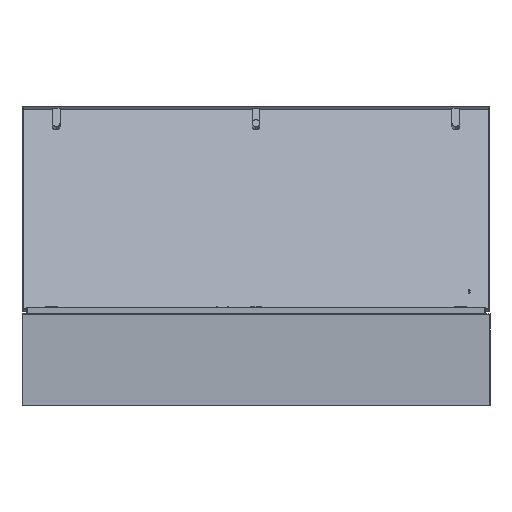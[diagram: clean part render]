
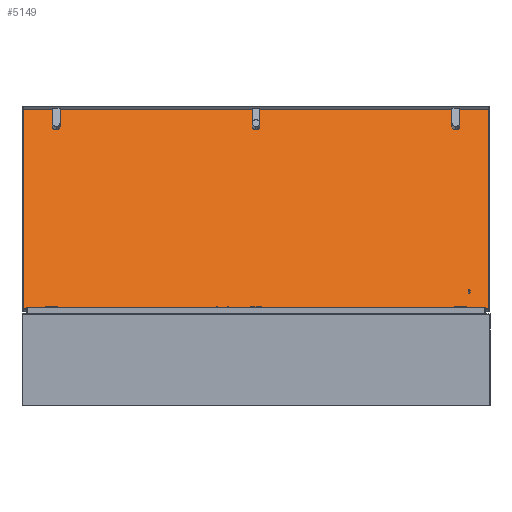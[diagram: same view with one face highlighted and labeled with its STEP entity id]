
A CAD part, left-side view. The second image highlights one B-rep face of the part: STEP entity #5149.
In plain terms, the highlighted face is planar.
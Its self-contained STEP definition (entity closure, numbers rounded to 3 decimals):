
#33 = CARTESIAN_POINT ( 'NONE',  ( -267.5, -597.5, -1. ) ) ;
#39 = EDGE_CURVE ( 'NONE', #8335, #9207, #3773, .T. ) ;
#132 = EDGE_CURVE ( 'NONE', #1014, #8274, #2533, .T. ) ;
#135 = DIRECTION ( 'NONE',  ( 0., 0., -1. ) ) ;
#181 = VERTEX_POINT ( 'NONE', #1328 ) ;
#326 = AXIS2_PLACEMENT_3D ( 'NONE', #537, #9126, #5244 ) ;
#447 = VECTOR ( 'NONE', #9292, 1000. ) ;
#502 = EDGE_CURVE ( 'NONE', #3075, #6348, #5233, .T. ) ;
#537 = CARTESIAN_POINT ( 'NONE',  ( 0., 0., -1. ) ) ;
#600 = DIRECTION ( 'NONE',  ( 1., 0., 0. ) ) ;
#603 = CARTESIAN_POINT ( 'NONE',  ( -267.5, 0., -1. ) ) ;
#715 = EDGE_CURVE ( 'NONE', #7829, #4037, #7527, .T. ) ;
#814 = CARTESIAN_POINT ( 'NONE',  ( 262.5, -637.5, -1. ) ) ;
#937 = EDGE_CURVE ( 'NONE', #5319, #181, #9864, .T. ) ;
#1014 = VERTEX_POINT ( 'NONE', #9543 ) ;
#1111 = ORIENTED_EDGE ( 'NONE', *, *, #6174, .F. ) ;
#1167 = EDGE_CURVE ( 'NONE', #8274, #5319, #8757, .T. ) ;
#1226 = EDGE_LOOP ( 'NONE', ( #7460, #5085 ) ) ;
#1309 = CIRCLE ( 'NONE', #4002, 11.5 ) ;
#1328 = CARTESIAN_POINT ( 'NONE',  ( -321.5, 696.5, -1. ) ) ;
#1361 = EDGE_LOOP ( 'NONE', ( #5431, #6759 ) ) ;
#1442 = LINE ( 'NONE', #5931, #5382 ) ;
#1498 = CARTESIAN_POINT ( 'NONE',  ( 321.5, 696.5, -1. ) ) ;
#1517 = DIRECTION ( 'NONE',  ( 0., 0., 1. ) ) ;
#1636 = DIRECTION ( 'NONE',  ( 0., 0., 1. ) ) ;
#1668 = DIRECTION ( 'NONE',  ( 1., 0., 0. ) ) ;
#1749 = CARTESIAN_POINT ( 'NONE',  ( -267.5, 597.5, -1. ) ) ;
#1814 = ORIENTED_EDGE ( 'NONE', *, *, #1167, .F. ) ;
#1900 = FACE_BOUND ( 'NONE', #1226, .T. ) ;
#2062 = CIRCLE ( 'NONE', #9763, 3. ) ;
#2154 = FACE_BOUND ( 'NONE', #2612, .T. ) ;
#2349 = DIRECTION ( 'NONE',  ( 1., 0., 0. ) ) ;
#2492 = DIRECTION ( 'NONE',  ( 1., 0., 0. ) ) ;
#2533 = LINE ( 'NONE', #6861, #447 ) ;
#2596 = CARTESIAN_POINT ( 'NONE',  ( -267.5, -597.5, -1. ) ) ;
#2597 = DIRECTION ( 'NONE',  ( 0., 0., -1. ) ) ;
#2612 = EDGE_LOOP ( 'NONE', ( #3175, #8197 ) ) ;
#2929 = CARTESIAN_POINT ( 'NONE',  ( -279., 0., -1. ) ) ;
#3075 = VERTEX_POINT ( 'NONE', #4595 ) ;
#3098 = CARTESIAN_POINT ( 'NONE',  ( 259.5, -637.5, -1. ) ) ;
#3152 = EDGE_CURVE ( 'NONE', #4037, #7829, #7770, .T. ) ;
#3175 = ORIENTED_EDGE ( 'NONE', *, *, #502, .T. ) ;
#3245 = ORIENTED_EDGE ( 'NONE', *, *, #937, .F. ) ;
#3355 = EDGE_LOOP ( 'NONE', ( #1111, #3245, #1814, #7112 ) ) ;
#3647 = AXIS2_PLACEMENT_3D ( 'NONE', #4929, #2597, #2492 ) ;
#3706 = PLANE ( 'NONE',  #326 ) ;
#3752 = FACE_BOUND ( 'NONE', #6071, .T. ) ;
#3773 = CIRCLE ( 'NONE', #3647, 3. ) ;
#3793 = EDGE_CURVE ( 'NONE', #5399, #5312, #1309, .T. ) ;
#3805 = DIRECTION ( 'NONE',  ( 1., 0., 0. ) ) ;
#3848 = CARTESIAN_POINT ( 'NONE',  ( -279., -597.5, -1. ) ) ;
#3907 = CARTESIAN_POINT ( 'NONE',  ( -279., 597.5, -1. ) ) ;
#3929 = ORIENTED_EDGE ( 'NONE', *, *, #3152, .T. ) ;
#3937 = DIRECTION ( 'NONE',  ( 0., 0., 1. ) ) ;
#3972 = CARTESIAN_POINT ( 'NONE',  ( -267.5, 0., -1. ) ) ;
#4002 = AXIS2_PLACEMENT_3D ( 'NONE', #2596, #4175, #5778 ) ;
#4008 = VECTOR ( 'NONE', #8896, 1000. ) ;
#4037 = VERTEX_POINT ( 'NONE', #2929 ) ;
#4175 = DIRECTION ( 'NONE',  ( 0., 0., 1. ) ) ;
#4299 = ORIENTED_EDGE ( 'NONE', *, *, #715, .T. ) ;
#4493 = FACE_BOUND ( 'NONE', #1361, .T. ) ;
#4595 = CARTESIAN_POINT ( 'NONE',  ( -256., 597.5, -1. ) ) ;
#4929 = CARTESIAN_POINT ( 'NONE',  ( 262.5, -637.5, -1. ) ) ;
#4934 = DIRECTION ( 'NONE',  ( -1., 0., 0. ) ) ;
#5085 = ORIENTED_EDGE ( 'NONE', *, *, #39, .F. ) ;
#5149 = ADVANCED_FACE ( 'NONE', ( #4493, #2154, #3752, #6671, #1900 ), #3706, .F. ) ;
#5152 = AXIS2_PLACEMENT_3D ( 'NONE', #1749, #5574, #8792 ) ;
#5222 = VECTOR ( 'NONE', #4934, 1000. ) ;
#5233 = CIRCLE ( 'NONE', #5152, 11.5 ) ;
#5244 = DIRECTION ( 'NONE',  ( 1., 0., 0. ) ) ;
#5312 = VERTEX_POINT ( 'NONE', #3848 ) ;
#5319 = VERTEX_POINT ( 'NONE', #1498 ) ;
#5382 = VECTOR ( 'NONE', #6699, 1000. ) ;
#5399 = VERTEX_POINT ( 'NONE', #8763 ) ;
#5431 = ORIENTED_EDGE ( 'NONE', *, *, #3793, .T. ) ;
#5510 = CIRCLE ( 'NONE', #7474, 11.5 ) ;
#5574 = DIRECTION ( 'NONE',  ( 0., 0., 1. ) ) ;
#5778 = DIRECTION ( 'NONE',  ( 1., 0., 0. ) ) ;
#5873 = CARTESIAN_POINT ( 'NONE',  ( 321.5, -696.5, -1. ) ) ;
#5885 = EDGE_CURVE ( 'NONE', #9207, #8335, #2062, .T. ) ;
#5902 = EDGE_CURVE ( 'NONE', #5312, #5399, #5510, .T. ) ;
#5931 = CARTESIAN_POINT ( 'NONE',  ( -321.5, 0., -1. ) ) ;
#6071 = EDGE_LOOP ( 'NONE', ( #4299, #3929 ) ) ;
#6174 = EDGE_CURVE ( 'NONE', #181, #1014, #1442, .T. ) ;
#6348 = VERTEX_POINT ( 'NONE', #3907 ) ;
#6671 = FACE_OUTER_BOUND ( 'NONE', #3355, .T. ) ;
#6699 = DIRECTION ( 'NONE',  ( 0., -1., 0. ) ) ;
#6759 = ORIENTED_EDGE ( 'NONE', *, *, #5902, .T. ) ;
#6861 = CARTESIAN_POINT ( 'NONE',  ( 0., -696.5, -1. ) ) ;
#6921 = DIRECTION ( 'NONE',  ( 0., 0., 1. ) ) ;
#7112 = ORIENTED_EDGE ( 'NONE', *, *, #132, .F. ) ;
#7460 = ORIENTED_EDGE ( 'NONE', *, *, #5885, .F. ) ;
#7474 = AXIS2_PLACEMENT_3D ( 'NONE', #33, #1636, #1668 ) ;
#7527 = CIRCLE ( 'NONE', #9512, 11.5 ) ;
#7770 = CIRCLE ( 'NONE', #10011, 11.5 ) ;
#7829 = VERTEX_POINT ( 'NONE', #10039 ) ;
#7861 = EDGE_CURVE ( 'NONE', #6348, #3075, #7950, .T. ) ;
#7950 = CIRCLE ( 'NONE', #8925, 11.5 ) ;
#8169 = CARTESIAN_POINT ( 'NONE',  ( 0., 696.5, -1. ) ) ;
#8197 = ORIENTED_EDGE ( 'NONE', *, *, #7861, .T. ) ;
#8274 = VERTEX_POINT ( 'NONE', #5873 ) ;
#8335 = VERTEX_POINT ( 'NONE', #3098 ) ;
#8591 = DIRECTION ( 'NONE',  ( 1., 0., 0. ) ) ;
#8757 = LINE ( 'NONE', #8970, #4008 ) ;
#8763 = CARTESIAN_POINT ( 'NONE',  ( -256., -597.5, -1. ) ) ;
#8792 = DIRECTION ( 'NONE',  ( 1., 0., 0. ) ) ;
#8798 = CARTESIAN_POINT ( 'NONE',  ( 265.5, -637.5, -1. ) ) ;
#8896 = DIRECTION ( 'NONE',  ( 0., 1., 0. ) ) ;
#8925 = AXIS2_PLACEMENT_3D ( 'NONE', #10079, #1517, #600 ) ;
#8970 = CARTESIAN_POINT ( 'NONE',  ( 321.5, 0., -1. ) ) ;
#9126 = DIRECTION ( 'NONE',  ( 0., 0., 1. ) ) ;
#9207 = VERTEX_POINT ( 'NONE', #8798 ) ;
#9292 = DIRECTION ( 'NONE',  ( 1., 0., 0. ) ) ;
#9512 = AXIS2_PLACEMENT_3D ( 'NONE', #603, #6921, #3805 ) ;
#9543 = CARTESIAN_POINT ( 'NONE',  ( -321.5, -696.5, -1. ) ) ;
#9763 = AXIS2_PLACEMENT_3D ( 'NONE', #814, #135, #8591 ) ;
#9864 = LINE ( 'NONE', #8169, #5222 ) ;
#10011 = AXIS2_PLACEMENT_3D ( 'NONE', #3972, #3937, #2349 ) ;
#10039 = CARTESIAN_POINT ( 'NONE',  ( -256., 0., -1. ) ) ;
#10079 = CARTESIAN_POINT ( 'NONE',  ( -267.5, 597.5, -1. ) ) ;
